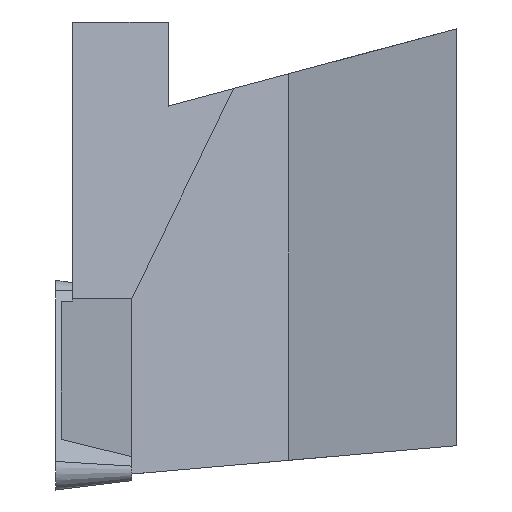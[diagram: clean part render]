
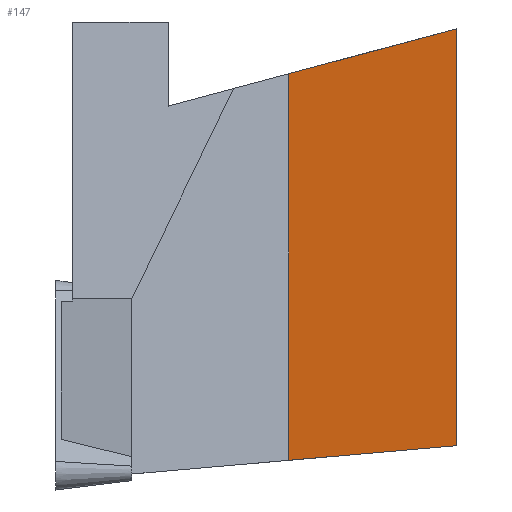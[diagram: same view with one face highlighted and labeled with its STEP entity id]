
A CAD part, left-side view. The second image highlights one B-rep face of the part: STEP entity #147.
In plain terms, the highlighted planar face has unit normal (-0.545, -0.839, 0).
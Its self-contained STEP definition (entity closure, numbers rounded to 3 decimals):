
#147=ADVANCED_FACE('',(#216),#187,.F.);
#187=PLANE('',#874);
#216=FACE_OUTER_BOUND('',#246,.T.);
#246=EDGE_LOOP('',(#370,#371,#372,#373));
#370=ORIENTED_EDGE('',*,*,#611,.F.);
#371=ORIENTED_EDGE('',*,*,#612,.T.);
#372=ORIENTED_EDGE('',*,*,#580,.F.);
#373=ORIENTED_EDGE('',*,*,#599,.F.);
#512=VERTEX_POINT('',#1190);
#513=VERTEX_POINT('',#1192);
#525=VERTEX_POINT('',#1227);
#534=VERTEX_POINT('',#1255);
#580=EDGE_CURVE('',#512,#513,#672,.T.);
#599=EDGE_CURVE('',#525,#512,#691,.T.);
#611=EDGE_CURVE('',#534,#525,#699,.T.);
#612=EDGE_CURVE('',#534,#513,#700,.T.);
#672=LINE('',#1191,#743);
#691=LINE('',#1229,#762);
#699=LINE('',#1254,#770);
#700=LINE('',#1256,#771);
#743=VECTOR('',#961,1.);
#762=VECTOR('',#990,1.);
#770=VECTOR('',#1010,1.);
#771=VECTOR('',#1011,1.);
#874=AXIS2_PLACEMENT_3D('',#1257,#1012,#1013);
#961=DIRECTION('',(-0.838,0.544,-0.048));
#990=DIRECTION('',(0.,0.,-1.));
#1010=DIRECTION('',(0.83,-0.539,0.144));
#1011=DIRECTION('',(0.,0.,-1.));
#1012=DIRECTION('',(0.545,0.839,0.));
#1013=DIRECTION('',(0.839,-0.545,0.));
#1190=CARTESIAN_POINT('',(-4.7,-16.,-14.152));
#1191=CARTESIAN_POINT('',(-20.258,-5.897,-15.036));
#1192=CARTESIAN_POINT('',(-15.45,-9.019,-14.763));
#1227=CARTESIAN_POINT('',(-4.7,-16.,3.215));
#1229=CARTESIAN_POINT('',(-4.7,-16.,-15.34));
#1254=CARTESIAN_POINT('',(-4.387,-16.203,3.27));
#1255=CARTESIAN_POINT('',(-15.45,-9.019,1.345));
#1256=CARTESIAN_POINT('',(-15.45,-9.019,5.826));
#1257=CARTESIAN_POINT('',(-4.7,-16.,5.826));
